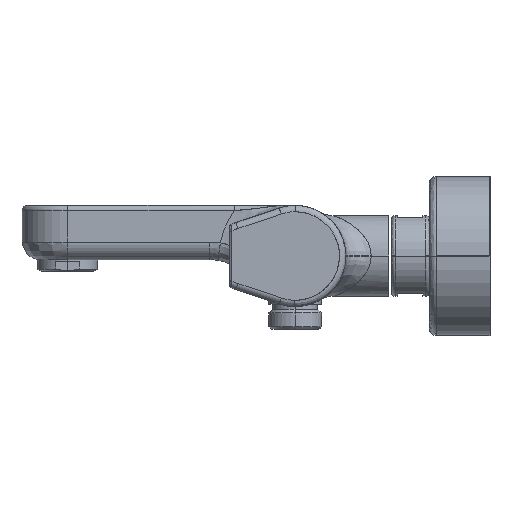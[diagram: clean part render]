
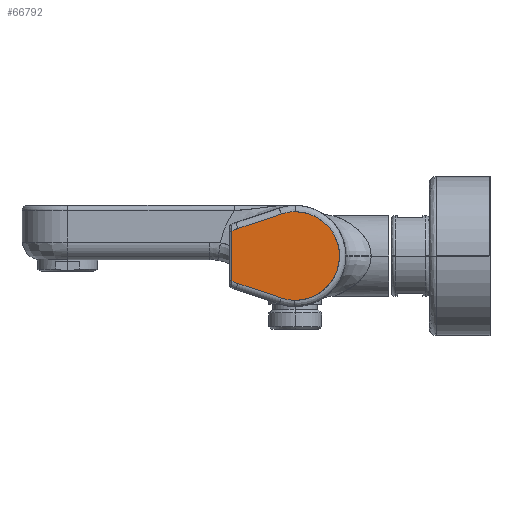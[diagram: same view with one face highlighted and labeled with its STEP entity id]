
A CAD part, left-side view. The second image highlights one B-rep face of the part: STEP entity #66792.
In plain terms, the highlighted planar face has unit normal (-1, 0, 0).
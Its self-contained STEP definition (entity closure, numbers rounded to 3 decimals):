
#66688=CARTESIAN_POINT('Axis2P3D Location',(-156.5,0.,0.)) ;
#66694=CARTESIAN_POINT('Control Point',(-156.5,22.632,-10.912)) ;
#66695=CARTESIAN_POINT('Control Point',(-156.5,23.128,-10.746)) ;
#66696=CARTESIAN_POINT('Control Point',(-156.5,23.616,-10.553)) ;
#66697=CARTESIAN_POINT('Control Point',(-156.5,24.091,-10.332)) ;
#66698=CARTESIAN_POINT('Control Point',(-156.5,24.553,-10.084)) ;
#66699=CARTESIAN_POINT('Control Point',(-156.5,25.,-9.811)) ;
#66700=CARTESIAN_POINT('Vertex',(-156.5,22.632,-10.912)) ;
#66702=CARTESIAN_POINT('Vertex',(-156.5,25.,-9.811)) ;
#66705=CARTESIAN_POINT('Line Origine',(-156.5,14.079,-13.758)) ;
#66709=CARTESIAN_POINT('Vertex',(-156.5,5.526,-16.605)) ;
#66713=CARTESIAN_POINT('Control Point',(-156.5,0.109,-17.5)) ;
#66714=CARTESIAN_POINT('Control Point',(-156.5,1.212,-17.493)) ;
#66715=CARTESIAN_POINT('Control Point',(-156.5,2.314,-17.399)) ;
#66716=CARTESIAN_POINT('Control Point',(-156.5,3.406,-17.219)) ;
#66717=CARTESIAN_POINT('Control Point',(-156.5,4.48,-16.953)) ;
#66718=CARTESIAN_POINT('Control Point',(-156.5,5.526,-16.605)) ;
#66719=CARTESIAN_POINT('Vertex',(-156.5,0.109,-17.5)) ;
#66723=CARTESIAN_POINT('Control Point',(-156.5,-0.109,17.5)) ;
#66724=CARTESIAN_POINT('Control Point',(-156.5,-1.748,17.489)) ;
#66725=CARTESIAN_POINT('Control Point',(-156.5,-3.387,17.287)) ;
#66726=CARTESIAN_POINT('Control Point',(-156.5,-4.994,16.893)) ;
#66727=CARTESIAN_POINT('Control Point',(-156.5,-8.086,15.736)) ;
#66728=CARTESIAN_POINT('Control Point',(-156.5,-10.827,13.896)) ;
#66729=CARTESIAN_POINT('Control Point',(-156.5,-12.083,12.819)) ;
#66730=CARTESIAN_POINT('Control Point',(-156.5,-14.32,10.39)) ;
#66731=CARTESIAN_POINT('Control Point',(-156.5,-15.934,7.511)) ;
#66732=CARTESIAN_POINT('Control Point',(-156.5,-16.569,5.983)) ;
#66733=CARTESIAN_POINT('Control Point',(-156.5,-17.468,2.806)) ;
#66734=CARTESIAN_POINT('Control Point',(-156.5,-17.609,-0.492)) ;
#66735=CARTESIAN_POINT('Control Point',(-156.5,-17.485,-2.143)) ;
#66736=CARTESIAN_POINT('Control Point',(-156.5,-16.853,-5.383)) ;
#66737=CARTESIAN_POINT('Control Point',(-156.5,-15.49,-8.39)) ;
#66738=CARTESIAN_POINT('Control Point',(-156.5,-14.634,-9.806)) ;
#66739=CARTESIAN_POINT('Control Point',(-156.5,-12.607,-12.412)) ;
#66740=CARTESIAN_POINT('Control Point',(-156.5,-10.033,-14.479)) ;
#66741=CARTESIAN_POINT('Control Point',(-156.5,-8.63,-15.357)) ;
#66742=CARTESIAN_POINT('Control Point',(-156.5,-6.083,-16.56)) ;
#66743=CARTESIAN_POINT('Control Point',(-156.5,-3.358,-17.234)) ;
#66744=CARTESIAN_POINT('Control Point',(-156.5,-2.209,-17.418)) ;
#66745=CARTESIAN_POINT('Control Point',(-156.5,-1.049,-17.507)) ;
#66746=CARTESIAN_POINT('Control Point',(-156.5,0.109,-17.5)) ;
#66747=CARTESIAN_POINT('Vertex',(-156.5,-0.109,17.5)) ;
#66751=CARTESIAN_POINT('Control Point',(-156.5,5.526,16.605)) ;
#66752=CARTESIAN_POINT('Control Point',(-156.5,4.439,16.967)) ;
#66753=CARTESIAN_POINT('Control Point',(-156.5,3.321,17.239)) ;
#66754=CARTESIAN_POINT('Control Point',(-156.5,2.184,17.42)) ;
#66755=CARTESIAN_POINT('Control Point',(-156.5,1.037,17.507)) ;
#66756=CARTESIAN_POINT('Control Point',(-156.5,-0.109,17.5)) ;
#66757=CARTESIAN_POINT('Vertex',(-156.5,5.526,16.605)) ;
#66760=CARTESIAN_POINT('Line Origine',(-156.5,14.079,13.758)) ;
#66764=CARTESIAN_POINT('Vertex',(-156.5,22.632,10.912)) ;
#66768=CARTESIAN_POINT('Control Point',(-156.5,25.,9.811)) ;
#66769=CARTESIAN_POINT('Control Point',(-156.5,24.553,10.084)) ;
#66770=CARTESIAN_POINT('Control Point',(-156.5,24.091,10.332)) ;
#66771=CARTESIAN_POINT('Control Point',(-156.5,23.616,10.553)) ;
#66772=CARTESIAN_POINT('Control Point',(-156.5,23.128,10.746)) ;
#66773=CARTESIAN_POINT('Control Point',(-156.5,22.632,10.912)) ;
#66774=CARTESIAN_POINT('Vertex',(-156.5,25.,9.811)) ;
#66777=CARTESIAN_POINT('Line Origine',(-156.5,25.,0.)) ;
#66707=VECTOR('Line Direction',#66706,1.) ;
#66762=VECTOR('Line Direction',#66761,1.) ;
#66779=VECTOR('Line Direction',#66778,1.) ;
#66689=DIRECTION('Axis2P3D Direction',(-1.,0.,0.)) ;
#66690=DIRECTION('Axis2P3D XDirection',(0.,0.,1.)) ;
#66706=DIRECTION('Vector Direction',(0.,0.949,0.316)) ;
#66761=DIRECTION('Vector Direction',(0.,-0.949,0.316)) ;
#66778=DIRECTION('Vector Direction',(0.,0.,1.)) ;
#66691=AXIS2_PLACEMENT_3D('Plane Axis2P3D',#66688,#66689,#66690) ;
#66708=LINE('Line',#66705,#66707) ;
#66763=LINE('Line',#66760,#66762) ;
#66780=LINE('Line',#66777,#66779) ;
#66692=PLANE('',#66691) ;
#66704=EDGE_CURVE('',#66701,#66703,#66693,.T.) ;
#66711=EDGE_CURVE('',#66710,#66701,#66708,.T.) ;
#66721=EDGE_CURVE('',#66720,#66710,#66712,.T.) ;
#66749=EDGE_CURVE('',#66748,#66720,#66722,.T.) ;
#66759=EDGE_CURVE('',#66758,#66748,#66750,.T.) ;
#66766=EDGE_CURVE('',#66765,#66758,#66763,.T.) ;
#66776=EDGE_CURVE('',#66775,#66765,#66767,.T.) ;
#66781=EDGE_CURVE('',#66703,#66775,#66780,.T.) ;
#66783=ORIENTED_EDGE('',*,*,#66704,.F.) ;
#66784=ORIENTED_EDGE('',*,*,#66711,.F.) ;
#66785=ORIENTED_EDGE('',*,*,#66721,.F.) ;
#66786=ORIENTED_EDGE('',*,*,#66749,.F.) ;
#66787=ORIENTED_EDGE('',*,*,#66759,.F.) ;
#66788=ORIENTED_EDGE('',*,*,#66766,.F.) ;
#66789=ORIENTED_EDGE('',*,*,#66776,.F.) ;
#66790=ORIENTED_EDGE('',*,*,#66781,.F.) ;
#66782=EDGE_LOOP('',(#66783,#66784,#66785,#66786,#66787,#66788,#66789,#66790)) ;
#66701=VERTEX_POINT('',#66700) ;
#66703=VERTEX_POINT('',#66702) ;
#66710=VERTEX_POINT('',#66709) ;
#66720=VERTEX_POINT('',#66719) ;
#66748=VERTEX_POINT('',#66747) ;
#66758=VERTEX_POINT('',#66757) ;
#66765=VERTEX_POINT('',#66764) ;
#66775=VERTEX_POINT('',#66774) ;
#66792=ADVANCED_FACE('MANIFOLD_SOLID_BREP #7872',(#66791),#66692,.T.) ;
#66693=B_SPLINE_CURVE_WITH_KNOTS('',5,(#66694,#66695,#66696,#66697,#66698,#66699),.UNSPECIFIED.,.F.,.U.,(6,6),(0.,3.702),.UNSPECIFIED.) ;
#66712=B_SPLINE_CURVE_WITH_KNOTS('',5,(#66713,#66714,#66715,#66716,#66717,#66718),.UNSPECIFIED.,.F.,.U.,(6,6),(0.,7.797),.UNSPECIFIED.) ;
#66722=B_SPLINE_CURVE_WITH_KNOTS('',5,(#66723,#66724,#66725,#66726,#66727,#66728,#66729,#66730,#66731,#66732,#66733,#66734,#66735,#66736,#66737,#66738,#66739,#66740,#66741,#66742,#66743,#66744,#66745,#66746),.UNSPECIFIED.,.F.,.U.,(6,3,3,3,3,3,3,6),(0.,11.593,23.186,34.779,46.372,57.965,69.558,77.75),.UNSPECIFIED.) ;
#66750=B_SPLINE_CURVE_WITH_KNOTS('',5,(#66751,#66752,#66753,#66754,#66755,#66756),.UNSPECIFIED.,.F.,.U.,(6,6),(0.,8.106),.UNSPECIFIED.) ;
#66767=B_SPLINE_CURVE_WITH_KNOTS('',5,(#66768,#66769,#66770,#66771,#66772,#66773),.UNSPECIFIED.,.F.,.U.,(6,6),(0.,3.702),.UNSPECIFIED.) ;
#66791=FACE_OUTER_BOUND('',#66782,.T.) ;
